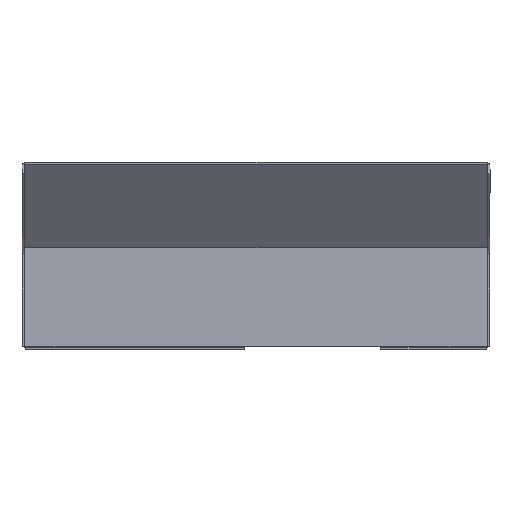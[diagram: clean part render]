
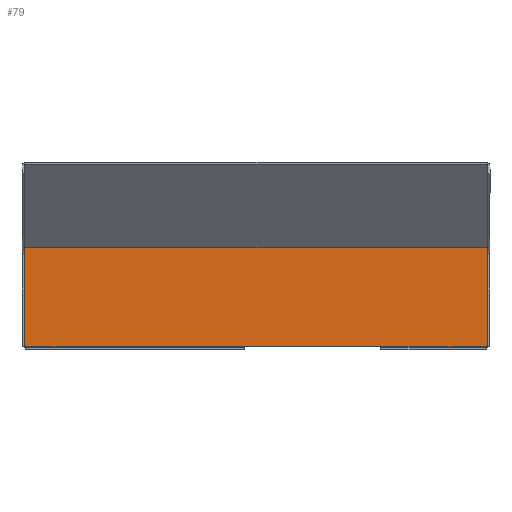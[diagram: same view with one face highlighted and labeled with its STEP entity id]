
A CAD part, front view. The second image highlights one B-rep face of the part: STEP entity #79.
In plain terms, the highlighted planar face has unit normal (0, -1, 0).
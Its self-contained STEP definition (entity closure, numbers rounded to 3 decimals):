
#18 = DIRECTION ( 'NONE',  ( -1., 0., 0. ) ) ;
#57 = PLANE ( 'NONE',  #765 ) ;
#62 = VECTOR ( 'NONE', #137, 1000. ) ;
#79 = ADVANCED_FACE ( 'NONE', ( #1565 ), #57, .F. ) ;
#97 = VECTOR ( 'NONE', #764, 1000. ) ;
#107 = ORIENTED_EDGE ( 'NONE', *, *, #154, .F. ) ;
#137 = DIRECTION ( 'NONE',  ( 1., 0., 0. ) ) ;
#154 = EDGE_CURVE ( 'NONE', #1156, #1694, #1918, .T. ) ;
#160 = VECTOR ( 'NONE', #18, 1000. ) ;
#161 = CARTESIAN_POINT ( 'NONE',  ( -650.849, -2.3, -241.505 ) ) ;
#290 = CARTESIAN_POINT ( 'NONE',  ( -650.849, -2.3, -135.102 ) ) ;
#299 = CARTESIAN_POINT ( 'NONE',  ( -154.213, -2.3, -135.102 ) ) ;
#565 = ORIENTED_EDGE ( 'NONE', *, *, #1924, .F. ) ;
#569 = CARTESIAN_POINT ( 'NONE',  ( -268.425, -2.3, -241.505 ) ) ;
#594 = VECTOR ( 'NONE', #1780, 1000. ) ;
#618 = LINE ( 'NONE', #1941, #840 ) ;
#633 = DIRECTION ( 'NONE',  ( -1., 0., 0. ) ) ;
#641 = EDGE_LOOP ( 'NONE', ( #1112, #805, #565, #107, #845, #1163 ) ) ;
#743 = CARTESIAN_POINT ( 'NONE',  ( -650.849, -2.3, -241.505 ) ) ;
#764 = DIRECTION ( 'NONE',  ( 0., 0., -1. ) ) ;
#765 = AXIS2_PLACEMENT_3D ( 'NONE', #1360, #1545, #2058 ) ;
#805 = ORIENTED_EDGE ( 'NONE', *, *, #2021, .F. ) ;
#840 = VECTOR ( 'NONE', #1783, 1000. ) ;
#845 = ORIENTED_EDGE ( 'NONE', *, *, #1609, .F. ) ;
#928 = VERTEX_POINT ( 'NONE', #569 ) ;
#983 = CARTESIAN_POINT ( 'NONE',  ( -650.849, -2.3, -135.102 ) ) ;
#1094 = CARTESIAN_POINT ( 'NONE',  ( -414.725, -2.3, -241.505 ) ) ;
#1097 = CARTESIAN_POINT ( 'NONE',  ( -650.849, -2.3, -241.505 ) ) ;
#1112 = ORIENTED_EDGE ( 'NONE', *, *, #1145, .F. ) ;
#1131 = LINE ( 'NONE', #290, #62 ) ;
#1145 = EDGE_CURVE ( 'NONE', #1278, #1231, #1786, .T. ) ;
#1156 = VERTEX_POINT ( 'NONE', #1094 ) ;
#1163 = ORIENTED_EDGE ( 'NONE', *, *, #1238, .F. ) ;
#1231 = VERTEX_POINT ( 'NONE', #1468 ) ;
#1238 = EDGE_CURVE ( 'NONE', #1231, #928, #1483, .T. ) ;
#1278 = VERTEX_POINT ( 'NONE', #299 ) ;
#1360 = CARTESIAN_POINT ( 'NONE',  ( 0., -2.3, 0. ) ) ;
#1436 = VECTOR ( 'NONE', #633, 1000. ) ;
#1460 = CARTESIAN_POINT ( 'NONE',  ( -154.213, -2.3, -241.505 ) ) ;
#1468 = CARTESIAN_POINT ( 'NONE',  ( -154.213, -2.3, -241.505 ) ) ;
#1483 = LINE ( 'NONE', #161, #1436 ) ;
#1545 = DIRECTION ( 'NONE',  ( 0., 1., 0. ) ) ;
#1565 = FACE_OUTER_BOUND ( 'NONE', #641, .T. ) ;
#1609 = EDGE_CURVE ( 'NONE', #928, #1156, #618, .T. ) ;
#1645 = VERTEX_POINT ( 'NONE', #983 ) ;
#1694 = VERTEX_POINT ( 'NONE', #2018 ) ;
#1780 = DIRECTION ( 'NONE',  ( 0., 0., 1. ) ) ;
#1783 = DIRECTION ( 'NONE',  ( -1., 0., 0. ) ) ;
#1786 = LINE ( 'NONE', #1460, #97 ) ;
#1912 = LINE ( 'NONE', #1097, #594 ) ;
#1918 = LINE ( 'NONE', #743, #160 ) ;
#1924 = EDGE_CURVE ( 'NONE', #1694, #1645, #1912, .T. ) ;
#1941 = CARTESIAN_POINT ( 'NONE',  ( -650.849, -2.3, -241.505 ) ) ;
#2018 = CARTESIAN_POINT ( 'NONE',  ( -650.849, -2.3, -241.505 ) ) ;
#2021 = EDGE_CURVE ( 'NONE', #1645, #1278, #1131, .T. ) ;
#2058 = DIRECTION ( 'NONE',  ( 0., 0., 1. ) ) ;
